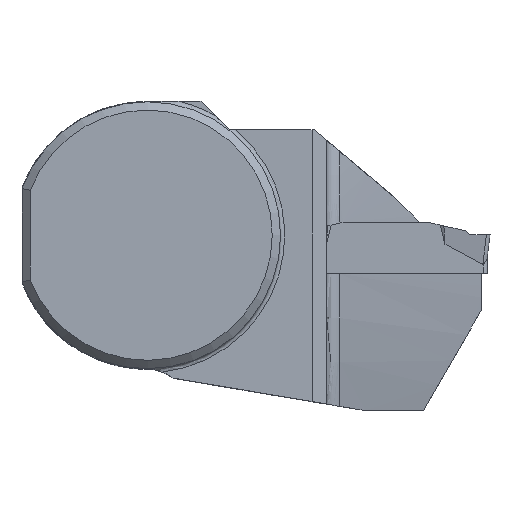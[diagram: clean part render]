
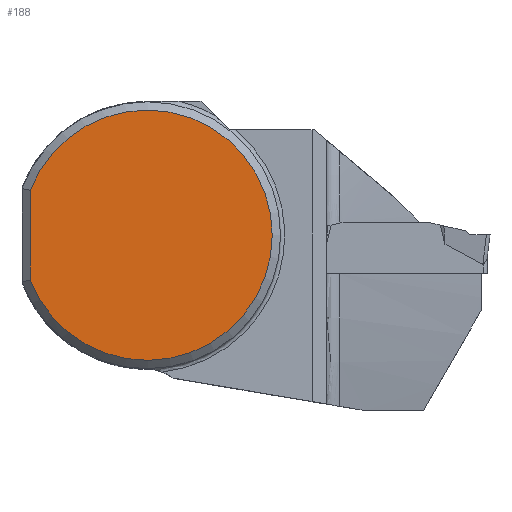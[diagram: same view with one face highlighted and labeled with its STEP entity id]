
A CAD part, top view. The second image highlights one B-rep face of the part: STEP entity #188.
In plain terms, the highlighted planar face has unit normal (0, 0, 1).
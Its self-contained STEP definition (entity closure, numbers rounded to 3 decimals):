
#136=PLANE('',#1445);
#188=ADVANCED_FACE('',(#267),#136,.F.);
#267=FACE_OUTER_BOUND('',#334,.T.);
#334=EDGE_LOOP('',(#713,#714));
#401=CIRCLE('',#1444,15.);
#443=LINE('',#2025,#563);
#563=VECTOR('',#1613,1.);
#713=ORIENTED_EDGE('',*,*,#1204,.F.);
#714=ORIENTED_EDGE('',*,*,#1205,.T.);
#1073=VERTEX_POINT('',#2026);
#1074=VERTEX_POINT('',#2027);
#1204=EDGE_CURVE('',#1073,#1074,#443,.T.);
#1205=EDGE_CURVE('',#1073,#1074,#401,.T.);
#1444=AXIS2_PLACEMENT_3D('',#2028,#1614,#1615);
#1445=AXIS2_PLACEMENT_3D('',#2029,#1616,#1617);
#1613=DIRECTION('',(0.,1.,0.));
#1614=DIRECTION('',(0.,0.,1.));
#1615=DIRECTION('',(1.,0.,0.));
#1616=DIRECTION('',(0.,0.,-1.));
#1617=DIRECTION('',(1.,0.,0.));
#2025=CARTESIAN_POINT('',(-14.,0.,0.325));
#2026=CARTESIAN_POINT('',(-14.,-5.385,0.325));
#2027=CARTESIAN_POINT('',(-14.,5.385,0.325));
#2028=CARTESIAN_POINT('',(0.,0.,0.325));
#2029=CARTESIAN_POINT('',(0.,0.,0.325));
